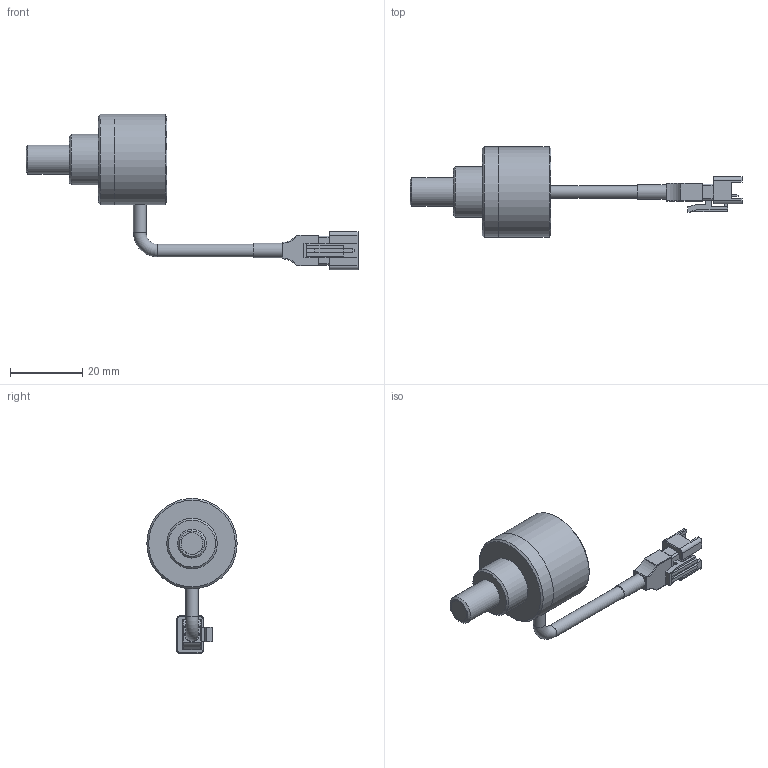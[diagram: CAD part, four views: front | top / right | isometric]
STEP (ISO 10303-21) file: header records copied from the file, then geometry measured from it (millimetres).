
FILE_DESCRIPTION (( 'STEP AP203' ), '1' );
FILE_NAME ('Mini萸嫖埭1W.STEP', '2021-12-24T01:24:29', ( '' ), ( '' ), 'SwSTEP 2.0', 'SolidWorks 2014', '' );
FILE_SCHEMA (( 'CONFIG_CONTROL_DESIGN' ));
Length unit declared in the file: millimetre
Products named in the file (5): SM; Mini萸嫖埭1W; DGY-1; 嫖玹; DGY-9
Assembly tree (4 placements, depth 2):
  Mini萸嫖埭1W
    DGY-1
    DGY-9
    SM
    嫖玹
Bounding box: 91.91 x 25 x 42.95 mm (x, y, z)
Volume: 7438.6 mm3; surface area: 8265.9 mm2
Topology: 4 solids, 4 shells, 192 faces, 451 edges, 277 vertices
Faces by surface type: plane 125, cylinder 45, torus 9, sphere 8, cone 5
Full cylindrical faces by diameter (mm): 2 x5, 3.5 x3, 4 x1, 6 x2, 8 x1, 14 x1, 20 x1, 21 x1, 21.27 x1, 22 x2, 25 x2
Entity records: 5868 total; most frequent: CARTESIAN_POINT 1053, DIRECTION 911, ORIENTED_EDGE 820, EDGE_CURVE 410, AXIS2_PLACEMENT_3D 306, LINE 299, VECTOR 299, VERTEX_POINT 272
